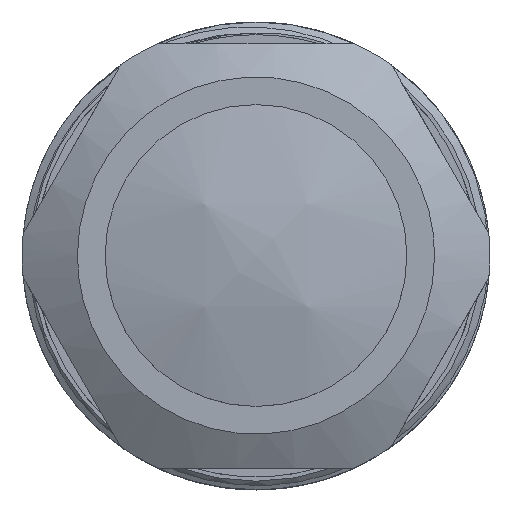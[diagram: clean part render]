
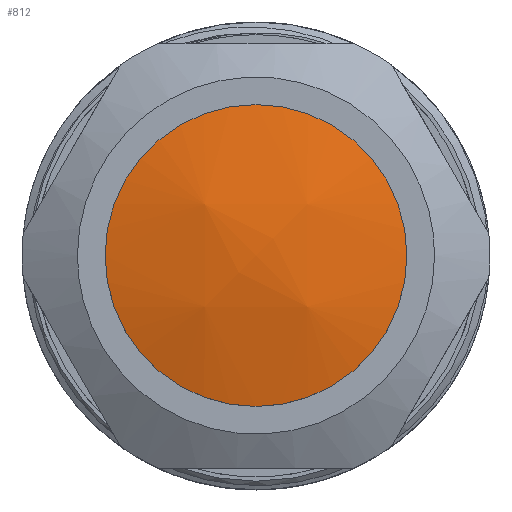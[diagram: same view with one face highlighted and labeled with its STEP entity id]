
A CAD part, top view. The second image highlights one B-rep face of the part: STEP entity #812.
In plain terms, the highlighted free-form (B-spline) face has degree [3, 3] with [4, 4] control points.
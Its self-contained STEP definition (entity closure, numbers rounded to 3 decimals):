
#62 = FACE_OUTER_BOUND ( 'NONE', #1726, .T. ) ;
#384 = AXIS2_PLACEMENT_3D ( 'NONE', #2306, #2311, #2322 ) ;
#563 = CARTESIAN_POINT ( 'NONE',  ( 0., 80.814, 17.75 ) ) ;
#812 = ADVANCED_FACE ( 'N', ( #62 ), #3768, .T. ) ;
#1009 = EDGE_CURVE ( 'NONE', #3051, #3355, #3148, .T. ) ;
#1089 = DIRECTION ( 'NONE',  ( 0., 0., -1. ) ) ;
#1096 = DIRECTION ( 'NONE',  ( 0., -1., 0. ) ) ;
#1110 = CARTESIAN_POINT ( 'NONE',  ( 0., 80.814, 0. ) ) ;
#1421 = ORIENTED_EDGE ( 'NONE', *, *, #3394, .F. ) ;
#1726 = EDGE_LOOP ( 'NONE', ( #1421, #4448 ) ) ;
#2098 = CARTESIAN_POINT ( 'NONE',  ( 0., 80.814, -17.75 ) ) ;
#2306 = CARTESIAN_POINT ( 'NONE',  ( 0., 80.814, 0. ) ) ;
#2311 = DIRECTION ( 'NONE',  ( 0., -1., 0. ) ) ;
#2322 = DIRECTION ( 'NONE',  ( 0., 0., -1. ) ) ;
#2740 = CIRCLE ( 'NONE', #384, 17.75 ) ;
#3051 = VERTEX_POINT ( 'NONE', #563 ) ;
#3148 = CIRCLE ( 'NONE', #4690, 17.75 ) ;
#3355 = VERTEX_POINT ( 'NONE', #2098 ) ;
#3394 = EDGE_CURVE ( 'NONE', #3355, #3051, #2740, .T. ) ;
#3601 = CARTESIAN_POINT ( 'NONE',  ( -6.252, 81.628, 18.341 ) ) ;
#3610 = CARTESIAN_POINT ( 'NONE',  ( -18.095, 78.055, 17.214 ) ) ;
#3633 = CARTESIAN_POINT ( 'NONE',  ( -18.095, 81.608, 5.953 ) ) ;
#3645 = CARTESIAN_POINT ( 'NONE',  ( -18.095, 78.084, -17.121 ) ) ;
#3646 = CARTESIAN_POINT ( 'NONE',  ( -18.095, 81.618, -5.854 ) ) ;
#3768 =( BOUNDED_SURFACE ( )  B_SPLINE_SURFACE ( 3, 3, ( 
 ( #4292, #4381, #4395, #4886 ),
 ( #4198, #4363, #4866, #4868 ),
 ( #4313, #4308, #4878, #3601 ),
 ( #3645, #3646, #3633, #3610 ) ),
 .UNSPECIFIED., .F., .F., .F. ) 
 B_SPLINE_SURFACE_WITH_KNOTS ( ( 4, 4 ),
 ( 4, 4 ),
 ( 0., 1. ),
 ( 0., 1. ),
 .UNSPECIFIED. ) 
 GEOMETRIC_REPRESENTATION_ITEM ( )  RATIONAL_B_SPLINE_SURFACE ( (
 ( 1., 0.969, 0.969, 1.),
 ( 0.969, 0.939, 0.939, 0.969),
 ( 0.969, 0.939, 0.939, 0.969),
 ( 1., 0.969, 0.969, 1.) ) ) 
 REPRESENTATION_ITEM ( '' )  SURFACE ( )  );
#4198 = CARTESIAN_POINT ( 'NONE',  ( 6.17, 81.667, -18.245 ) ) ;
#4292 = CARTESIAN_POINT ( 'NONE',  ( 18.019, 78.107, -17.128 ) ) ;
#4308 = CARTESIAN_POINT ( 'NONE',  ( -6.252, 85.424, -6.238 ) ) ;
#4313 = CARTESIAN_POINT ( 'NONE',  ( -6.252, 81.659, -18.242 ) ) ;
#4363 = CARTESIAN_POINT ( 'NONE',  ( 6.17, 85.432, -6.239 ) ) ;
#4381 = CARTESIAN_POINT ( 'NONE',  ( 18.019, 81.643, -5.857 ) ) ;
#4395 = CARTESIAN_POINT ( 'NONE',  ( 18.019, 81.633, 5.956 ) ) ;
#4448 = ORIENTED_EDGE ( 'NONE', *, *, #1009, .F. ) ;
#4690 = AXIS2_PLACEMENT_3D ( 'NONE', #1110, #1096, #1089 ) ;
#4866 = CARTESIAN_POINT ( 'NONE',  ( 6.17, 85.422, 6.344 ) ) ;
#4868 = CARTESIAN_POINT ( 'NONE',  ( 6.17, 81.636, 18.344 ) ) ;
#4878 = CARTESIAN_POINT ( 'NONE',  ( -6.252, 85.413, 6.343 ) ) ;
#4886 = CARTESIAN_POINT ( 'NONE',  ( 18.019, 78.078, 17.221 ) ) ;
